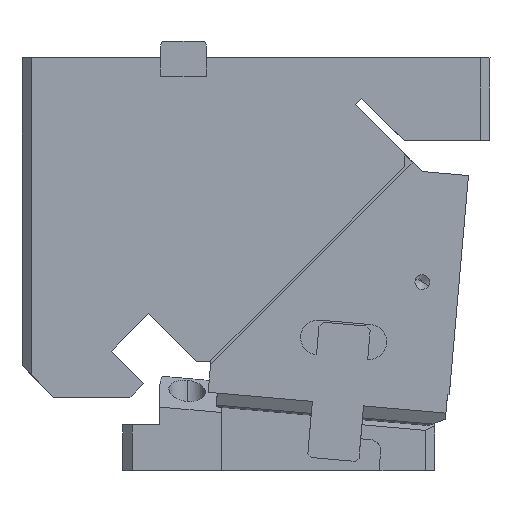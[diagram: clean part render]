
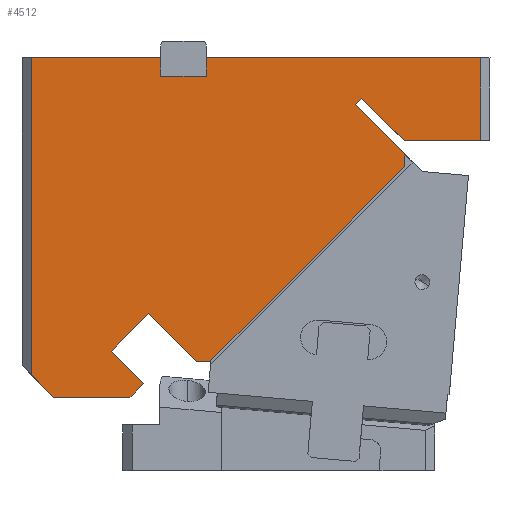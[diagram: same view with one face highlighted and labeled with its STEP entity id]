
A CAD part, front view. The second image highlights one B-rep face of the part: STEP entity #4512.
In plain terms, the highlighted planar face has unit normal (0, -1, 0).
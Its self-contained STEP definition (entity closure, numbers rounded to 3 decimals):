
#138=CARTESIAN_POINT('Vertex',(-245.,-42.5,125.)) ;
#141=CARTESIAN_POINT('Line Origine',(-209.75,-42.5,125.)) ;
#145=CARTESIAN_POINT('Vertex',(-174.5,-42.5,125.)) ;
#350=CARTESIAN_POINT('Line Origine',(-174.5,-42.5,120.)) ;
#354=CARTESIAN_POINT('Vertex',(-174.5,-42.5,115.)) ;
#378=CARTESIAN_POINT('Vertex',(-245.,-42.5,-47.742)) ;
#383=CARTESIAN_POINT('Line Origine',(-245.,-42.5,38.629)) ;
#697=CARTESIAN_POINT('Line Origine',(-162.,-42.5,115.)) ;
#701=CARTESIAN_POINT('Vertex',(-149.5,-42.5,115.)) ;
#826=CARTESIAN_POINT('Vertex',(-232.742,-42.5,-60.)) ;
#829=CARTESIAN_POINT('Line Origine',(-238.871,-42.5,-53.871)) ;
#947=CARTESIAN_POINT('Vertex',(-191.182,-42.5,-60.)) ;
#950=CARTESIAN_POINT('Line Origine',(-211.962,-42.5,-60.)) ;
#985=CARTESIAN_POINT('Vertex',(-183.678,-42.5,-52.496)) ;
#988=CARTESIAN_POINT('Line Origine',(-187.43,-42.5,-56.248)) ;
#1011=CARTESIAN_POINT('Vertex',(-201.356,-42.5,-34.818)) ;
#1014=CARTESIAN_POINT('Line Origine',(-192.517,-42.5,-43.657)) ;
#1070=CARTESIAN_POINT('Vertex',(-180.849,-42.5,-14.312)) ;
#1073=CARTESIAN_POINT('Line Origine',(-191.103,-42.5,-24.565)) ;
#1258=CARTESIAN_POINT('Vertex',(-64.884,-42.5,103.068)) ;
#1261=CARTESIAN_POINT('Line Origine',(-66.652,-42.5,101.3)) ;
#1265=CARTESIAN_POINT('Vertex',(-68.42,-42.5,99.532)) ;
#1312=CARTESIAN_POINT('Vertex',(-41.816,-42.5,80.)) ;
#1315=CARTESIAN_POINT('Line Origine',(-53.35,-42.5,91.534)) ;
#1424=CARTESIAN_POINT('Vertex',(0.,-42.5,80.)) ;
#1427=CARTESIAN_POINT('Line Origine',(-20.908,-42.5,80.)) ;
#1515=CARTESIAN_POINT('Vertex',(0.,-42.5,125.)) ;
#1518=CARTESIAN_POINT('Line Origine',(0.,-42.5,102.5)) ;
#1541=CARTESIAN_POINT('Vertex',(-149.5,-42.5,125.)) ;
#1544=CARTESIAN_POINT('Line Origine',(-74.75,-42.5,125.)) ;
#1687=CARTESIAN_POINT('Line Origine',(-149.5,-42.5,120.)) ;
#4374=CARTESIAN_POINT('Vertex',(-147.615,-42.5,-40.475)) ;
#4402=CARTESIAN_POINT('Vertex',(-41.549,-42.5,65.591)) ;
#4405=CARTESIAN_POINT('Line Origine',(-94.582,-42.5,12.558)) ;
#4461=CARTESIAN_POINT('Axis2P3D Location',(-250.,-42.5,125.)) ;
#4466=CARTESIAN_POINT('Line Origine',(-41.549,-42.5,69.127)) ;
#4470=CARTESIAN_POINT('Vertex',(-41.549,-42.5,72.662)) ;
#4473=CARTESIAN_POINT('Line Origine',(-54.984,-42.5,86.097)) ;
#4478=CARTESIAN_POINT('Line Origine',(-167.768,-42.5,-27.393)) ;
#4482=CARTESIAN_POINT('Vertex',(-154.687,-42.5,-40.475)) ;
#4485=CARTESIAN_POINT('Line Origine',(-151.151,-42.5,-40.475)) ;
#142=DIRECTION('Vector Direction',(-1.,0.,0.)) ;
#351=DIRECTION('Vector Direction',(0.,0.,1.)) ;
#384=DIRECTION('Vector Direction',(0.,0.,-1.)) ;
#698=DIRECTION('Vector Direction',(1.,0.,0.)) ;
#830=DIRECTION('Vector Direction',(-0.707,0.,0.707)) ;
#951=DIRECTION('Vector Direction',(-1.,0.,0.)) ;
#989=DIRECTION('Vector Direction',(-0.707,0.,-0.707)) ;
#1015=DIRECTION('Vector Direction',(-0.707,0.,0.707)) ;
#1074=DIRECTION('Vector Direction',(0.707,0.,0.707)) ;
#1262=DIRECTION('Vector Direction',(0.707,0.,0.707)) ;
#1316=DIRECTION('Vector Direction',(0.707,0.,-0.707)) ;
#1428=DIRECTION('Vector Direction',(1.,0.,0.)) ;
#1519=DIRECTION('Vector Direction',(0.,0.,1.)) ;
#1545=DIRECTION('Vector Direction',(-1.,0.,0.)) ;
#1688=DIRECTION('Vector Direction',(0.,0.,1.)) ;
#4406=DIRECTION('Vector Direction',(0.707,0.,0.707)) ;
#4462=DIRECTION('Axis2P3D Direction',(0.,-1.,0.)) ;
#4463=DIRECTION('Axis2P3D XDirection',(1.,0.,0.)) ;
#4467=DIRECTION('Vector Direction',(0.,0.,1.)) ;
#4474=DIRECTION('Vector Direction',(-0.707,0.,0.707)) ;
#4479=DIRECTION('Vector Direction',(-0.707,0.,0.707)) ;
#4486=DIRECTION('Vector Direction',(1.,0.,0.)) ;
#4464=AXIS2_PLACEMENT_3D('Plane Axis2P3D',#4461,#4462,#4463) ;
#4491=ORIENTED_EDGE('',*,*,#4409,.T.) ;
#4492=ORIENTED_EDGE('',*,*,#4472,.T.) ;
#4493=ORIENTED_EDGE('',*,*,#4477,.T.) ;
#4494=ORIENTED_EDGE('',*,*,#1267,.T.) ;
#4495=ORIENTED_EDGE('',*,*,#1319,.T.) ;
#4496=ORIENTED_EDGE('',*,*,#1431,.T.) ;
#4497=ORIENTED_EDGE('',*,*,#1522,.T.) ;
#4498=ORIENTED_EDGE('',*,*,#1548,.T.) ;
#4499=ORIENTED_EDGE('',*,*,#1691,.F.) ;
#4500=ORIENTED_EDGE('',*,*,#703,.F.) ;
#4501=ORIENTED_EDGE('',*,*,#356,.T.) ;
#4502=ORIENTED_EDGE('',*,*,#147,.T.) ;
#4503=ORIENTED_EDGE('',*,*,#387,.T.) ;
#4504=ORIENTED_EDGE('',*,*,#833,.F.) ;
#4505=ORIENTED_EDGE('',*,*,#954,.F.) ;
#4506=ORIENTED_EDGE('',*,*,#992,.F.) ;
#4507=ORIENTED_EDGE('',*,*,#1018,.T.) ;
#4508=ORIENTED_EDGE('',*,*,#1077,.T.) ;
#4509=ORIENTED_EDGE('',*,*,#4484,.F.) ;
#4510=ORIENTED_EDGE('',*,*,#4489,.T.) ;
#143=VECTOR('Line Direction',#142,1.) ;
#352=VECTOR('Line Direction',#351,1.) ;
#385=VECTOR('Line Direction',#384,1.) ;
#699=VECTOR('Line Direction',#698,1.) ;
#831=VECTOR('Line Direction',#830,1.) ;
#952=VECTOR('Line Direction',#951,1.) ;
#990=VECTOR('Line Direction',#989,1.) ;
#1016=VECTOR('Line Direction',#1015,1.) ;
#1075=VECTOR('Line Direction',#1074,1.) ;
#1263=VECTOR('Line Direction',#1262,1.) ;
#1317=VECTOR('Line Direction',#1316,1.) ;
#1429=VECTOR('Line Direction',#1428,1.) ;
#1520=VECTOR('Line Direction',#1519,1.) ;
#1546=VECTOR('Line Direction',#1545,1.) ;
#1689=VECTOR('Line Direction',#1688,1.) ;
#4407=VECTOR('Line Direction',#4406,1.) ;
#4468=VECTOR('Line Direction',#4467,1.) ;
#4475=VECTOR('Line Direction',#4474,1.) ;
#4480=VECTOR('Line Direction',#4479,1.) ;
#4487=VECTOR('Line Direction',#4486,1.) ;
#4512=ADVANCED_FACE('CAM HOLDER',(#4511),#4465,.T.) ;
#147=EDGE_CURVE('',#146,#139,#144,.T.) ;
#356=EDGE_CURVE('',#355,#146,#353,.T.) ;
#387=EDGE_CURVE('',#139,#379,#386,.T.) ;
#703=EDGE_CURVE('',#355,#702,#700,.T.) ;
#833=EDGE_CURVE('',#827,#379,#832,.T.) ;
#954=EDGE_CURVE('',#948,#827,#953,.T.) ;
#992=EDGE_CURVE('',#986,#948,#991,.T.) ;
#1018=EDGE_CURVE('',#986,#1012,#1017,.T.) ;
#1077=EDGE_CURVE('',#1012,#1071,#1076,.T.) ;
#1267=EDGE_CURVE('',#1266,#1259,#1264,.T.) ;
#1319=EDGE_CURVE('',#1259,#1313,#1318,.T.) ;
#1431=EDGE_CURVE('',#1313,#1425,#1430,.T.) ;
#1522=EDGE_CURVE('',#1425,#1516,#1521,.T.) ;
#1548=EDGE_CURVE('',#1516,#1542,#1547,.T.) ;
#1691=EDGE_CURVE('',#702,#1542,#1690,.T.) ;
#4409=EDGE_CURVE('',#4375,#4403,#4408,.T.) ;
#4472=EDGE_CURVE('',#4403,#4471,#4469,.T.) ;
#4477=EDGE_CURVE('',#4471,#1266,#4476,.T.) ;
#4484=EDGE_CURVE('',#4483,#1071,#4481,.T.) ;
#4489=EDGE_CURVE('',#4483,#4375,#4488,.T.) ;
#4490=EDGE_LOOP('',(#4491,#4492,#4493,#4494,#4495,#4496,#4497,#4498,#4499,#4500,#4501,#4502,#4503,#4504,#4505,#4506,#4507,#4508,#4509,#4510)) ;
#4511=FACE_OUTER_BOUND('',#4490,.T.) ;
#144=LINE('Line',#141,#143) ;
#353=LINE('Line',#350,#352) ;
#386=LINE('Line',#383,#385) ;
#700=LINE('Line',#697,#699) ;
#832=LINE('Line',#829,#831) ;
#953=LINE('Line',#950,#952) ;
#991=LINE('Line',#988,#990) ;
#1017=LINE('Line',#1014,#1016) ;
#1076=LINE('Line',#1073,#1075) ;
#1264=LINE('Line',#1261,#1263) ;
#1318=LINE('Line',#1315,#1317) ;
#1430=LINE('Line',#1427,#1429) ;
#1521=LINE('Line',#1518,#1520) ;
#1547=LINE('Line',#1544,#1546) ;
#1690=LINE('Line',#1687,#1689) ;
#4408=LINE('Line',#4405,#4407) ;
#4469=LINE('Line',#4466,#4468) ;
#4476=LINE('Line',#4473,#4475) ;
#4481=LINE('Line',#4478,#4480) ;
#4488=LINE('Line',#4485,#4487) ;
#4465=PLANE('Plane',#4464) ;
#139=VERTEX_POINT('',#138) ;
#146=VERTEX_POINT('',#145) ;
#355=VERTEX_POINT('',#354) ;
#379=VERTEX_POINT('',#378) ;
#702=VERTEX_POINT('',#701) ;
#827=VERTEX_POINT('',#826) ;
#948=VERTEX_POINT('',#947) ;
#986=VERTEX_POINT('',#985) ;
#1012=VERTEX_POINT('',#1011) ;
#1071=VERTEX_POINT('',#1070) ;
#1259=VERTEX_POINT('',#1258) ;
#1266=VERTEX_POINT('',#1265) ;
#1313=VERTEX_POINT('',#1312) ;
#1425=VERTEX_POINT('',#1424) ;
#1516=VERTEX_POINT('',#1515) ;
#1542=VERTEX_POINT('',#1541) ;
#4375=VERTEX_POINT('',#4374) ;
#4403=VERTEX_POINT('',#4402) ;
#4471=VERTEX_POINT('',#4470) ;
#4483=VERTEX_POINT('',#4482) ;
